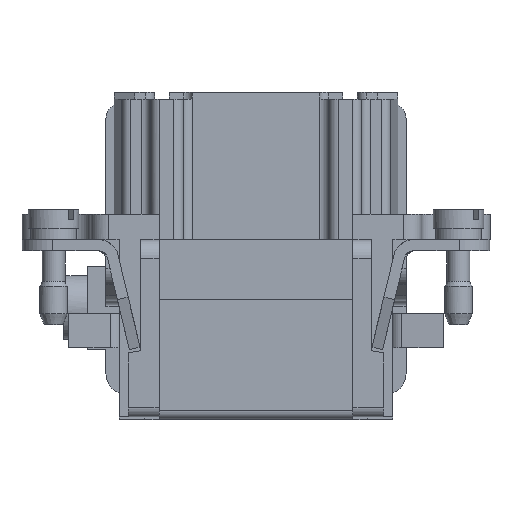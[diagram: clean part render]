
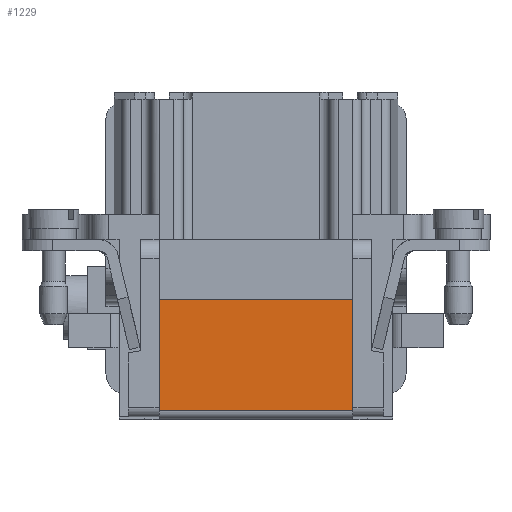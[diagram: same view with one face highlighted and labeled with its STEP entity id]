
A CAD part, front view. The second image highlights one B-rep face of the part: STEP entity #1229.
In plain terms, the highlighted planar face has unit normal (0, -1, 0).
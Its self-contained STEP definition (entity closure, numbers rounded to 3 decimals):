
#1229=ADVANCED_FACE('',(#2456),#1952,.T.);
#1952=PLANE('',#13550);
#2456=FACE_OUTER_BOUND('',#3094,.T.);
#3094=EDGE_LOOP('',(#4377,#4378,#4379,#4380));
#4377=ORIENTED_EDGE('',*,*,#9010,.T.);
#4378=ORIENTED_EDGE('',*,*,#9020,.F.);
#4379=ORIENTED_EDGE('',*,*,#9361,.T.);
#4380=ORIENTED_EDGE('',*,*,#9362,.T.);
#7704=VERTEX_POINT('',#18419);
#7705=VERTEX_POINT('',#18421);
#7713=VERTEX_POINT('',#18440);
#7985=VERTEX_POINT('',#19423);
#9010=EDGE_CURVE('',#7705,#7704,#10879,.T.);
#9020=EDGE_CURVE('',#7713,#7704,#10888,.T.);
#9361=EDGE_CURVE('',#7713,#7985,#11147,.T.);
#9362=EDGE_CURVE('',#7985,#7705,#11148,.T.);
#10879=LINE('',#18420,#12169);
#10888=LINE('',#18441,#12178);
#11147=LINE('',#19422,#12437);
#11148=LINE('',#19424,#12438);
#12169=VECTOR('',#14719,1.);
#12178=VECTOR('',#14734,1.);
#12437=VECTOR('',#15233,1.);
#12438=VECTOR('',#15234,1.);
#13550=AXIS2_PLACEMENT_3D('',#19425,#15235,#15236);
#14719=DIRECTION('',(-1.,0.,0.));
#14734=DIRECTION('',(0.,0.,1.));
#15233=DIRECTION('',(1.,0.,0.));
#15234=DIRECTION('',(0.,0.,1.));
#15235=DIRECTION('',(0.,-1.,0.));
#15236=DIRECTION('',(0.,0.,1.));
#18419=CARTESIAN_POINT('',(-10.525,-17.,-5.35));
#18420=CARTESIAN_POINT('',(-14.9,-17.,-5.35));
#18421=CARTESIAN_POINT('',(10.525,-17.,-5.35));
#18440=CARTESIAN_POINT('',(-10.525,-17.,-17.35));
#18441=CARTESIAN_POINT('',(-10.525,-17.,-134.05));
#19422=CARTESIAN_POINT('',(-4.75,-17.,-17.35));
#19423=CARTESIAN_POINT('',(10.525,-17.,-17.35));
#19424=CARTESIAN_POINT('',(10.525,-17.,-134.05));
#19425=CARTESIAN_POINT('',(-14.9,-17.,-18.35));
